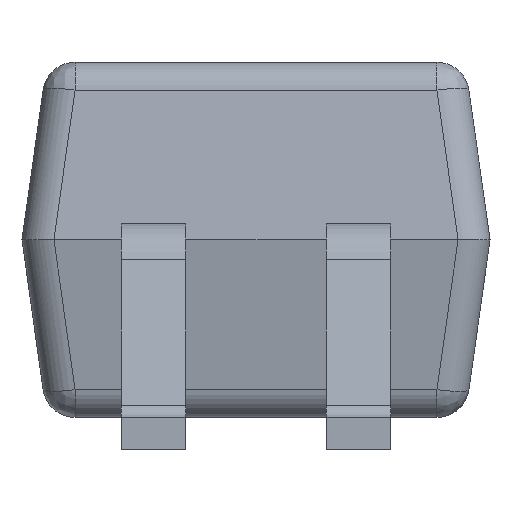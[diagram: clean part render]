
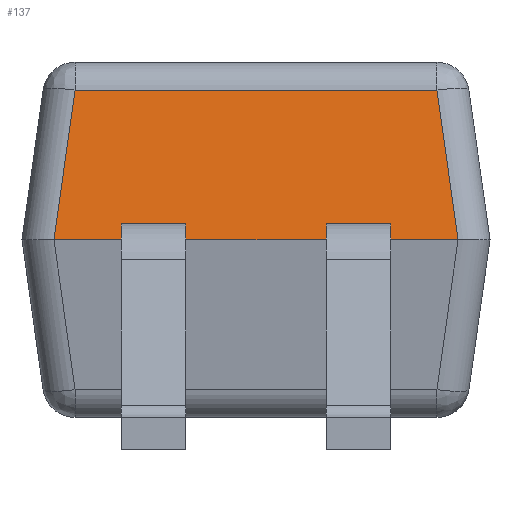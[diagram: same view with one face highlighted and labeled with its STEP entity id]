
A CAD part, front view. The second image highlights one B-rep face of the part: STEP entity #137.
In plain terms, the highlighted planar face has unit normal (0, -0.99, 0.139).
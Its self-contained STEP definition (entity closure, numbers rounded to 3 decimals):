
#137=ADVANCED_FACE('',(#974),#976,.T.);
#974=FACE_BOUND('',#975,.T.);
#975=EDGE_LOOP('',(#1725,#1726,#1727,#1728));
#976=PLANE('',#977);
#977=AXIS2_PLACEMENT_3D('',#978,#979,#980);
#978=CARTESIAN_POINT('',(-1.45,-2.3,1.3));
#979=DIRECTION('',(0.,-0.99,0.139));
#980=DIRECTION('',(1.,0.,0.));
#1725=ORIENTED_EDGE('',*,*,#2158,.F.);
#1726=ORIENTED_EDGE('',*,*,#2159,.F.);
#1727=ORIENTED_EDGE('',*,*,#2160,.T.);
#1728=ORIENTED_EDGE('',*,*,#2161,.T.);
#2158=EDGE_CURVE('',#2396,#2397,#2398,.T.);
#2159=EDGE_CURVE('',#2399,#2396,#2400,.T.);
#2160=EDGE_CURVE('',#2399,#2401,#2402,.T.);
#2161=EDGE_CURVE('',#2401,#2397,#2403,.T.);
#2396=VERTEX_POINT('',#2809);
#2397=VERTEX_POINT('',#2810);
#2398=LINE('',#2811,#2812);
#2399=VERTEX_POINT('',#2814);
#2400=LINE('',#2815,#2816);
#2401=VERTEX_POINT('',#2818);
#2402=LINE('',#2819,#2820);
#2403=LINE('',#2822,#2823);
#2809=CARTESIAN_POINT('',(-1.122,-2.17,2.228));
#2810=CARTESIAN_POINT('',(1.122,-2.17,2.228));
#2811=CARTESIAN_POINT('',(-1.122,-2.17,2.228));
#2812=VECTOR('',#2813,1.);
#2813=DIRECTION('',(1.,0.,0.));
#2814=CARTESIAN_POINT('',(-1.252,-2.3,1.3));
#2815=CARTESIAN_POINT('',(-1.252,-2.3,1.3));
#2816=VECTOR('',#2817,1.);
#2817=DIRECTION('',(0.138,0.138,0.981));
#2818=CARTESIAN_POINT('',(1.252,-2.3,1.3));
#2819=CARTESIAN_POINT('',(-1.252,-2.3,1.3));
#2820=VECTOR('',#2821,1.);
#2821=DIRECTION('',(1.,0.,0.));
#2822=CARTESIAN_POINT('',(1.252,-2.3,1.3));
#2823=VECTOR('',#2824,1.);
#2824=DIRECTION('',(-0.138,0.138,0.981));
